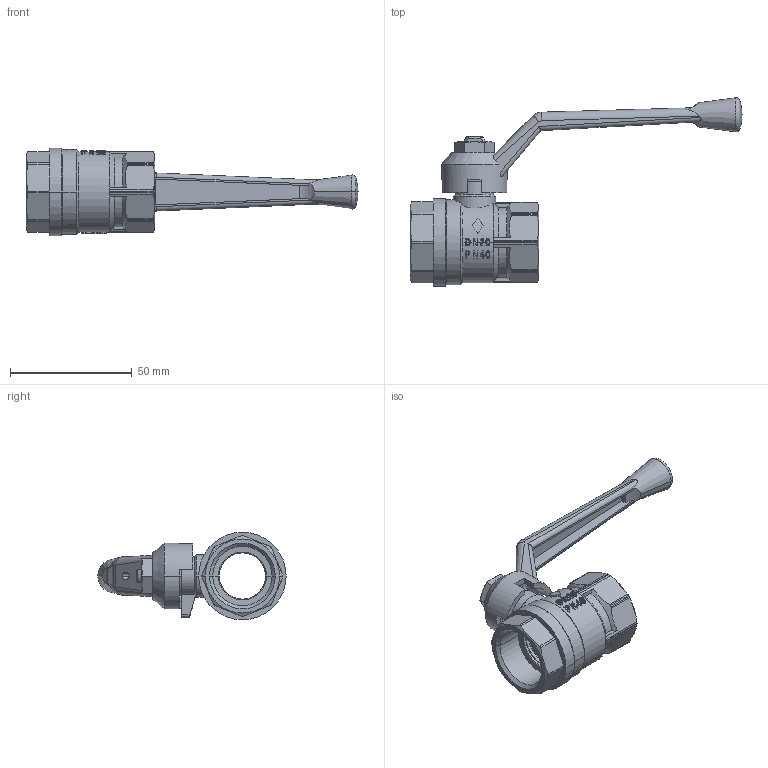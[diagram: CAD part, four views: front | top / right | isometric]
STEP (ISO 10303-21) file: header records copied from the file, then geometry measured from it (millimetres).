
FILE_DESCRIPTION(('Creo Elements/Direct Modeling STEP Export'),'2;1');
FILE_NAME('1500050000.stp','2021-04-30T13:50:52',(''),(''),'Creo Elements/Direct Modeling STEP processor for AP214 (Solid Model)','Creo Elements/Direct Modeling 20.1D 10-Oct-2020 (C) Parametric Technology GmbH','');
FILE_SCHEMA(('AUTOMOTIVE_DESIGN { 1 0 10303 214 1 1 1 1 }'));
Length unit declared in the file: millimetre
Products named in the file (2): 1500050000
Assembly tree (1 placements, depth 2):
  1500050000
    1500050000
Bounding box: 136.5 x 77.45 x 36 mm (x, y, z)
Volume: 39906.4 mm3; surface area: 19331.3 mm2
Topology: 1 solids, 1 shells, 611 faces, 1716 edges, 1123 vertices
Faces by surface type: plane 393, cylinder 121, cone 61, bspline 20, torus 14, sphere 2
Entity records: 31445 total; most frequent: CARTESIAN_POINT 15115, ORIENTED_EDGE 3424, DIRECTION 3079, EDGE_CURVE 1712, AXIS2_PLACEMENT_3D 1205, VERTEX_POINT 1123, VECTOR 669, LINE 669
